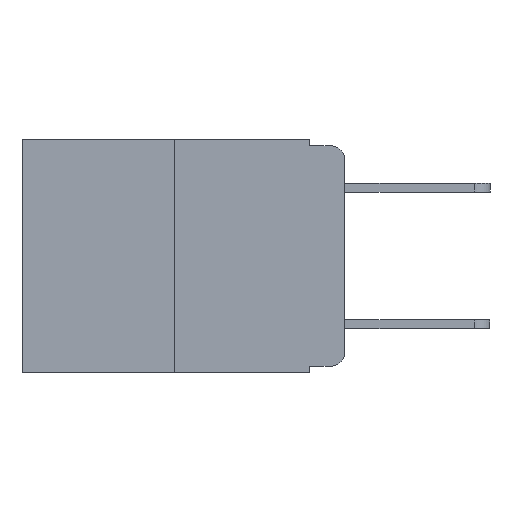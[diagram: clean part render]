
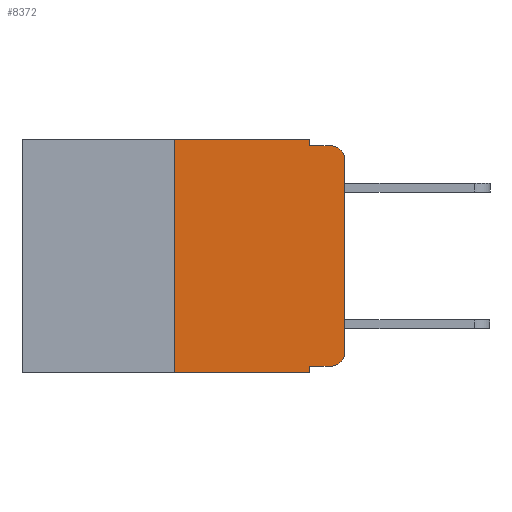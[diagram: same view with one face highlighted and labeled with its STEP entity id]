
A CAD part, left-side view. The second image highlights one B-rep face of the part: STEP entity #8372.
In plain terms, the highlighted planar face has unit normal (-1, 0, 0).
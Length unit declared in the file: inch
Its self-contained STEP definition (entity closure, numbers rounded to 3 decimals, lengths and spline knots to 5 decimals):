
#350 = EDGE_LOOP ( 'NONE', ( #20080, #17122, #20990, #14067, #15033, #12584, #13582, #11845, #18766, #4750 ) ) ;
#754 = VECTOR ( 'NONE', #11844, 39.37008 ) ;
#803 = LINE ( 'NONE', #16089, #17556 ) ;
#922 = CARTESIAN_POINT ( 'NONE',  ( 0., 0.25, 0. ) ) ;
#1213 = DIRECTION ( 'NONE',  ( -1., 0., 0. ) ) ;
#1379 = VERTEX_POINT ( 'NONE', #922 ) ;
#1692 = VERTEX_POINT ( 'NONE', #5447 ) ;
#2164 = VERTEX_POINT ( 'NONE', #17762 ) ;
#2780 = VERTEX_POINT ( 'NONE', #12519 ) ;
#3011 = FACE_OUTER_BOUND ( 'NONE', #350, .T. ) ;
#3048 = EDGE_CURVE ( 'NONE', #1379, #16564, #6591, .T. ) ;
#3233 = CARTESIAN_POINT ( 'NONE',  ( 0., 0.473, 0. ) ) ;
#3470 = CARTESIAN_POINT ( 'NONE',  ( 0., 0.051, 0. ) ) ;
#3633 = DIRECTION ( 'NONE',  ( -1., 0., 0. ) ) ;
#3692 = EDGE_CURVE ( 'NONE', #2164, #8957, #803, .T. ) ;
#4139 = EDGE_CURVE ( 'NONE', #2780, #1692, #15445, .T. ) ;
#4142 = EDGE_CURVE ( 'NONE', #1692, #9491, #18895, .T. ) ;
#4174 = EDGE_CURVE ( 'NONE', #11662, #9491, #17517, .T. ) ;
#4180 = EDGE_CURVE ( 'NONE', #16564, #11662, #14004, .T. ) ;
#4185 = EDGE_CURVE ( 'NONE', #2164, #1379, #12976, .T. ) ;
#4217 = EDGE_CURVE ( 'NONE', #9640, #8957, #20468, .T. ) ;
#4220 = EDGE_CURVE ( 'NONE', #9640, #4524, #20021, .T. ) ;
#4246 = EDGE_CURVE ( 'NONE', #4524, #2780, #7560, .T. ) ;
#4524 = VERTEX_POINT ( 'NONE', #8620 ) ;
#4613 = VECTOR ( 'NONE', #14951, 39.37008 ) ;
#4750 = ORIENTED_EDGE ( 'NONE', *, *, #4246, .T. ) ;
#4959 = DIRECTION ( 'NONE',  ( 0., 0., 1. ) ) ;
#5084 = CARTESIAN_POINT ( 'NONE',  ( 0., 0.051, -0.343 ) ) ;
#5110 = CARTESIAN_POINT ( 'NONE',  ( 0., 0.051, -0.01 ) ) ;
#5447 = CARTESIAN_POINT ( 'NONE',  ( 0., 0., -0.03 ) ) ;
#5990 = CARTESIAN_POINT ( 'NONE',  ( 0., 0.051, 0. ) ) ;
#6591 = LINE ( 'NONE', #15175, #11079 ) ;
#6771 = VECTOR ( 'NONE', #4959, 39.37008 ) ;
#7560 = CIRCLE ( 'NONE', #8399, 0.02 ) ;
#8372 = ADVANCED_FACE ( 'NONE', ( #3011 ), #16455, .F. ) ;
#8399 = AXIS2_PLACEMENT_3D ( 'NONE', #13722, #3633, #15282 ) ;
#8476 = DIRECTION ( 'NONE',  ( 0., 0., -1. ) ) ;
#8620 = CARTESIAN_POINT ( 'NONE',  ( 0., 0.02, -0.333 ) ) ;
#8957 = VERTEX_POINT ( 'NONE', #5084 ) ;
#9491 = VERTEX_POINT ( 'NONE', #11513 ) ;
#9640 = VERTEX_POINT ( 'NONE', #12005 ) ;
#10199 = CARTESIAN_POINT ( 'NONE',  ( 0., 0.051, -0.01 ) ) ;
#10267 = CARTESIAN_POINT ( 'NONE',  ( 0., 0.25, 0. ) ) ;
#11079 = VECTOR ( 'NONE', #16671, 39.37008 ) ;
#11513 = CARTESIAN_POINT ( 'NONE',  ( 0., 0.02, -0.01 ) ) ;
#11662 = VERTEX_POINT ( 'NONE', #5110 ) ;
#11711 = CARTESIAN_POINT ( 'NONE',  ( 0., 0.02, -0.03 ) ) ;
#11844 = DIRECTION ( 'NONE',  ( 0., -1., 0. ) ) ;
#11845 = ORIENTED_EDGE ( 'NONE', *, *, #4217, .F. ) ;
#11992 = VECTOR ( 'NONE', #18134, 39.37008 ) ;
#12005 = CARTESIAN_POINT ( 'NONE',  ( 0., 0.051, -0.333 ) ) ;
#12497 = VECTOR ( 'NONE', #20979, 39.37008 ) ;
#12519 = CARTESIAN_POINT ( 'NONE',  ( 0., 0., -0.313 ) ) ;
#12584 = ORIENTED_EDGE ( 'NONE', *, *, #4185, .F. ) ;
#12976 = LINE ( 'NONE', #10267, #20930 ) ;
#13305 = DIRECTION ( 'NONE',  ( 0., 0., -1. ) ) ;
#13582 = ORIENTED_EDGE ( 'NONE', *, *, #3692, .T. ) ;
#13722 = CARTESIAN_POINT ( 'NONE',  ( 0., 0.02, -0.313 ) ) ;
#14004 = LINE ( 'NONE', #17942, #4613 ) ;
#14067 = ORIENTED_EDGE ( 'NONE', *, *, #4180, .F. ) ;
#14951 = DIRECTION ( 'NONE',  ( 0., 0., -1. ) ) ;
#15033 = ORIENTED_EDGE ( 'NONE', *, *, #3048, .F. ) ;
#15175 = CARTESIAN_POINT ( 'NONE',  ( 0., 0.473, 0. ) ) ;
#15282 = DIRECTION ( 'NONE',  ( 0., 0., -1. ) ) ;
#15445 = LINE ( 'NONE', #16337, #6771 ) ;
#16089 = CARTESIAN_POINT ( 'NONE',  ( 0., 0.473, -0.343 ) ) ;
#16337 = CARTESIAN_POINT ( 'NONE',  ( 0., 0., 0. ) ) ;
#16455 = PLANE ( 'NONE',  #20783 ) ;
#16564 = VERTEX_POINT ( 'NONE', #5990 ) ;
#16642 = CARTESIAN_POINT ( 'NONE',  ( 0., 0.051, -0.333 ) ) ;
#16671 = DIRECTION ( 'NONE',  ( 0., -1., 0. ) ) ;
#17122 = ORIENTED_EDGE ( 'NONE', *, *, #4142, .T. ) ;
#17298 = AXIS2_PLACEMENT_3D ( 'NONE', #11711, #1213, #13305 ) ;
#17517 = LINE ( 'NONE', #10199, #754 ) ;
#17556 = VECTOR ( 'NONE', #17586, 39.37008 ) ;
#17586 = DIRECTION ( 'NONE',  ( 0., -1., 0. ) ) ;
#17762 = CARTESIAN_POINT ( 'NONE',  ( 0., 0.25, -0.343 ) ) ;
#17935 = DIRECTION ( 'NONE',  ( 1., 0., 0. ) ) ;
#17942 = CARTESIAN_POINT ( 'NONE',  ( 0., 0.051, 0. ) ) ;
#18134 = DIRECTION ( 'NONE',  ( 0., -1., 0. ) ) ;
#18766 = ORIENTED_EDGE ( 'NONE', *, *, #4220, .T. ) ;
#18895 = CIRCLE ( 'NONE', #17298, 0.02 ) ;
#20021 = LINE ( 'NONE', #16642, #11992 ) ;
#20080 = ORIENTED_EDGE ( 'NONE', *, *, #4139, .T. ) ;
#20468 = LINE ( 'NONE', #3470, #12497 ) ;
#20783 = AXIS2_PLACEMENT_3D ( 'NONE', #3233, #17935, #8476 ) ;
#20922 = DIRECTION ( 'NONE',  ( 0., 0., 1. ) ) ;
#20930 = VECTOR ( 'NONE', #20922, 39.37008 ) ;
#20979 = DIRECTION ( 'NONE',  ( 0., 0., -1. ) ) ;
#20990 = ORIENTED_EDGE ( 'NONE', *, *, #4174, .F. ) ;
